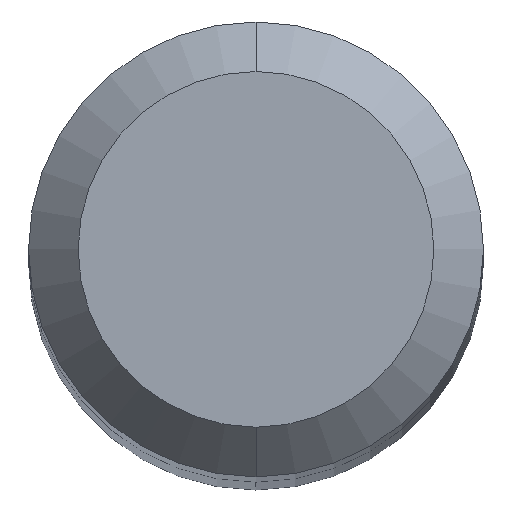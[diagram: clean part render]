
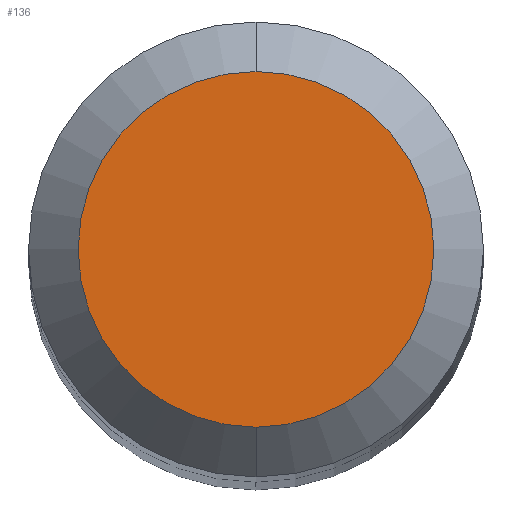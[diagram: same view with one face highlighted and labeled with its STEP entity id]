
A CAD part, top view. The second image highlights one B-rep face of the part: STEP entity #136.
In plain terms, the highlighted planar face has unit normal (0, 0, 1).
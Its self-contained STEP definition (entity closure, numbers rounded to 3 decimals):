
#13 = EDGE_CURVE ( 'NONE', #152, #227, #33, .T. ) ;
#18 = CARTESIAN_POINT ( 'NONE',  ( 0., 0., 93. ) ) ;
#20 = DIRECTION ( 'NONE',  ( 0., 0., -1. ) ) ;
#33 = CIRCLE ( 'NONE', #269, 2.15 ) ;
#37 = AXIS2_PLACEMENT_3D ( 'NONE', #18, #20, #219 ) ;
#38 = EDGE_CURVE ( 'NONE', #227, #152, #43, .T. ) ;
#43 = CIRCLE ( 'NONE', #309, 2.15 ) ;
#49 = ORIENTED_EDGE ( 'NONE', *, *, #13, .F. ) ;
#70 = CARTESIAN_POINT ( 'NONE',  ( 0., 0., 93. ) ) ;
#73 = CARTESIAN_POINT ( 'NONE',  ( 0., 0., 93. ) ) ;
#78 = CARTESIAN_POINT ( 'NONE',  ( 0., -2.15, 93. ) ) ;
#94 = EDGE_LOOP ( 'NONE', ( #245, #49 ) ) ;
#127 = DIRECTION ( 'NONE',  ( 0., 0., -1. ) ) ;
#136 = ADVANCED_FACE ( 'NONE', ( #244 ), #240, .F. ) ;
#152 = VERTEX_POINT ( 'NONE', #78 ) ;
#169 = CARTESIAN_POINT ( 'NONE',  ( 0., 2.15, 93. ) ) ;
#219 = DIRECTION ( 'NONE',  ( 0., 1., 0. ) ) ;
#224 = DIRECTION ( 'NONE',  ( 0., 1., 0. ) ) ;
#227 = VERTEX_POINT ( 'NONE', #169 ) ;
#238 = DIRECTION ( 'NONE',  ( 0., 0., -1. ) ) ;
#240 = PLANE ( 'NONE',  #37 ) ;
#244 = FACE_OUTER_BOUND ( 'NONE', #94, .T. ) ;
#245 = ORIENTED_EDGE ( 'NONE', *, *, #38, .F. ) ;
#269 = AXIS2_PLACEMENT_3D ( 'NONE', #70, #127, #308 ) ;
#308 = DIRECTION ( 'NONE',  ( 0., 1., 0. ) ) ;
#309 = AXIS2_PLACEMENT_3D ( 'NONE', #73, #238, #224 ) ;
